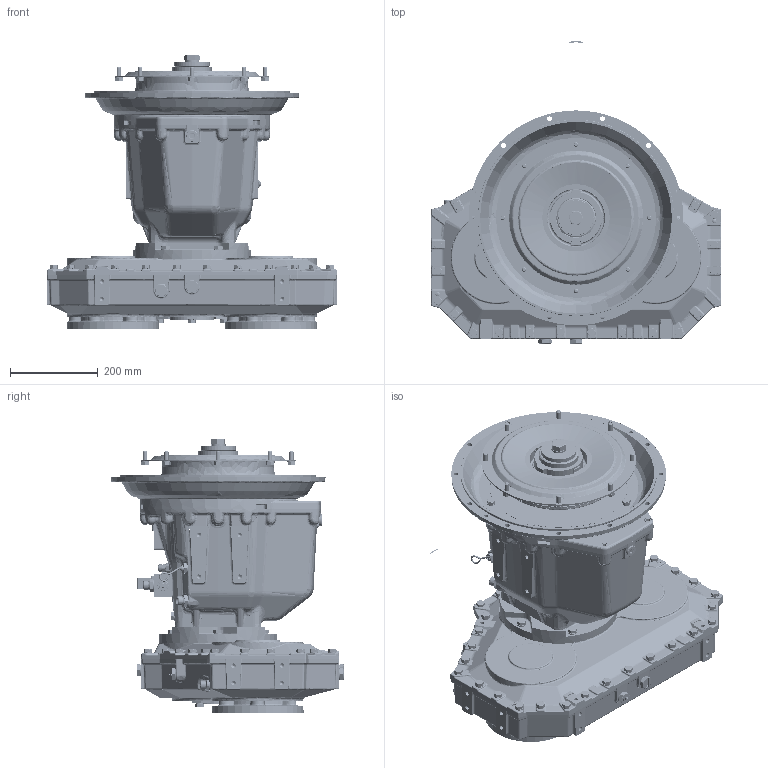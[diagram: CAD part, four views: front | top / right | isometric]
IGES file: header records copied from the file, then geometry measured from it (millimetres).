
Start section: SolidWorks IGES file using analytic representation for surfaces
Global section: file name: 1029017C.IGS; native system: SolidWorks 2007; preprocessor: SolidWorks 2007; author: Pezzinig; date: 150625.115338; units: millimetre
Bounding box: 660 x 690.04 x 624.9 mm (x, y, z)
Surface area: 4577782.3 mm2 (no closed solid volume)
Topology: 0 solids, 0 shells, 12865 faces, 172748 edges, 172449 vertices
Faces by surface type: bspline 7431, revolution 5434
